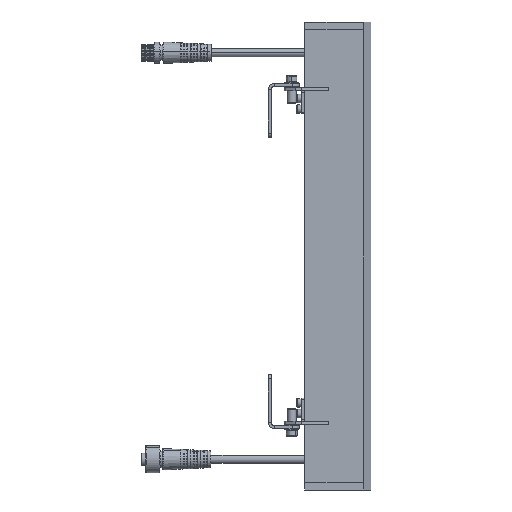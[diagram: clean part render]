
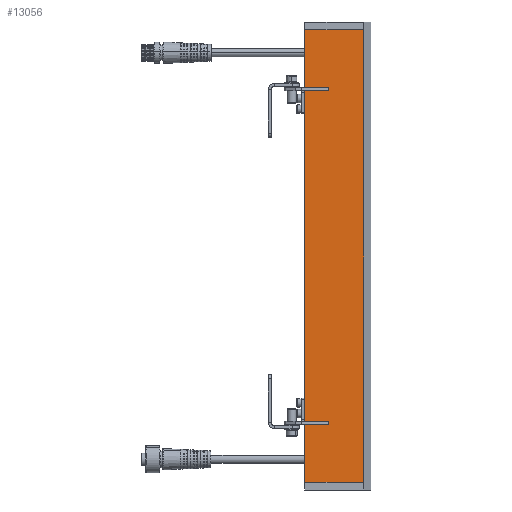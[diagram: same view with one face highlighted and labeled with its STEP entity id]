
A CAD part, front view. The second image highlights one B-rep face of the part: STEP entity #13056.
In plain terms, the highlighted planar face has unit normal (0, -1, 0).
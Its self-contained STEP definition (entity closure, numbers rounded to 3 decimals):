
#1800 = EDGE_CURVE ( 'NONE', #5610, #2108, #12095, .T. ) ;
#2108 = VERTEX_POINT ( 'NONE', #6208 ) ;
#3353 = VECTOR ( 'NONE', #5618, 1000. ) ;
#4058 = VECTOR ( 'NONE', #7414, 1000. ) ;
#5248 = ORIENTED_EDGE ( 'NONE', *, *, #5568, .T. ) ;
#5568 = EDGE_CURVE ( 'NONE', #5851, #5610, #17352, .T. ) ;
#5610 = VERTEX_POINT ( 'NONE', #18420 ) ;
#5618 = DIRECTION ( 'NONE',  ( 0., 0., -1. ) ) ;
#5851 = VERTEX_POINT ( 'NONE', #26869 ) ;
#6208 = CARTESIAN_POINT ( 'NONE',  ( 411.74, 123.991, 0. ) ) ;
#7414 = DIRECTION ( 'NONE',  ( 1., 0., 0. ) ) ;
#7518 = ORIENTED_EDGE ( 'NONE', *, *, #13837, .F. ) ;
#7872 = EDGE_LOOP ( 'NONE', ( #14815, #7518, #13643, #5248 ) ) ;
#8518 = DIRECTION ( 'NONE',  ( 0., 0., -1. ) ) ;
#9110 = CARTESIAN_POINT ( 'NONE',  ( 373.331, 123.991, 295. ) ) ;
#9338 = DIRECTION ( 'NONE',  ( 1., 0., 0. ) ) ;
#11731 = CARTESIAN_POINT ( 'NONE',  ( 411.74, 123.991, 295. ) ) ;
#12095 = LINE ( 'NONE', #26270, #29848 ) ;
#13056 = ADVANCED_FACE ( 'NONE', ( #25294 ), #13570, .F. ) ;
#13124 = VECTOR ( 'NONE', #8518, 1000. ) ;
#13136 = VERTEX_POINT ( 'NONE', #11731 ) ;
#13570 = PLANE ( 'NONE',  #24851 ) ;
#13643 = ORIENTED_EDGE ( 'NONE', *, *, #24567, .F. ) ;
#13837 = EDGE_CURVE ( 'NONE', #13136, #2108, #19437, .T. ) ;
#14815 = ORIENTED_EDGE ( 'NONE', *, *, #1800, .T. ) ;
#17352 = LINE ( 'NONE', #26739, #3353 ) ;
#18420 = CARTESIAN_POINT ( 'NONE',  ( 373.331, 123.991, 0. ) ) ;
#18525 = DIRECTION ( 'NONE',  ( 0., 0., 1. ) ) ;
#19126 = LINE ( 'NONE', #24196, #4058 ) ;
#19437 = LINE ( 'NONE', #28830, #13124 ) ;
#22967 = DIRECTION ( 'NONE',  ( 0., 1., 0. ) ) ;
#24196 = CARTESIAN_POINT ( 'NONE',  ( 373.331, 123.991, 295. ) ) ;
#24567 = EDGE_CURVE ( 'NONE', #5851, #13136, #19126, .T. ) ;
#24851 = AXIS2_PLACEMENT_3D ( 'NONE', #9110, #22967, #18525 ) ;
#25294 = FACE_OUTER_BOUND ( 'NONE', #7872, .T. ) ;
#26270 = CARTESIAN_POINT ( 'NONE',  ( 373.331, 123.991, 0. ) ) ;
#26739 = CARTESIAN_POINT ( 'NONE',  ( 373.331, 123.991, 295. ) ) ;
#26869 = CARTESIAN_POINT ( 'NONE',  ( 373.331, 123.991, 295. ) ) ;
#28830 = CARTESIAN_POINT ( 'NONE',  ( 411.74, 123.991, 295. ) ) ;
#29848 = VECTOR ( 'NONE', #9338, 1000. ) ;
